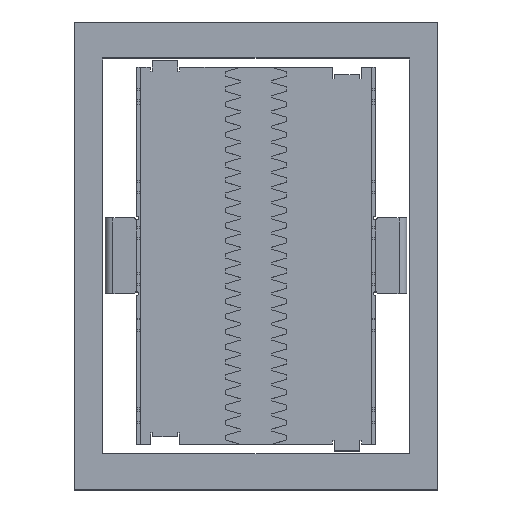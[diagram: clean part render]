
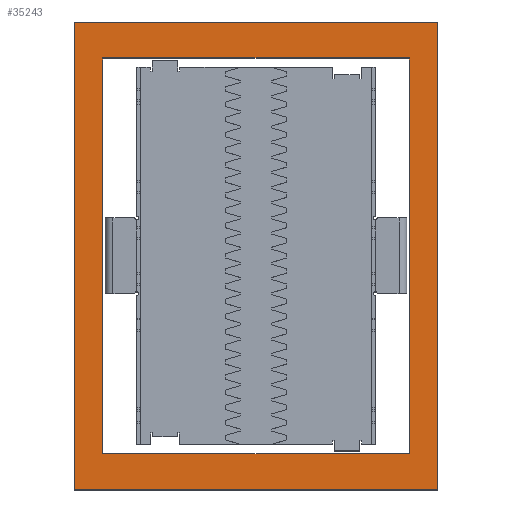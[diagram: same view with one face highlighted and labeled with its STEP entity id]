
A CAD part, top view. The second image highlights one B-rep face of the part: STEP entity #35243.
In plain terms, the highlighted planar face has unit normal (0, 0, 1).
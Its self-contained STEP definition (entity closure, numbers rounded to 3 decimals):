
#35243 = ADVANCED_FACE('',(#35244,#35363),#35258,.T.);
#35244 = FACE_BOUND('',#35245,.T.);
#35245 = EDGE_LOOP('',(#35246,#35281,#35309,#35337));
#35246 = ORIENTED_EDGE('',*,*,#35247,.T.);
#35247 = EDGE_CURVE('',#35248,#35250,#35252,.T.);
#35248 = VERTEX_POINT('',#35249);
#35249 = CARTESIAN_POINT('',(16.2,20.9,-4.2));
#35250 = VERTEX_POINT('',#35251);
#35251 = CARTESIAN_POINT('',(16.2,-20.9,-4.2));
#35252 = SURFACE_CURVE('',#35253,(#35257,#35269),.PCURVE_S1.);
#35253 = LINE('',#35254,#35255);
#35254 = CARTESIAN_POINT('',(16.2,20.9,-4.2));
#35255 = VECTOR('',#35256,1.);
#35256 = DIRECTION('',(0.,-1.,0.));
#35257 = PCURVE('',#35258,#35263);
#35258 = PLANE('',#35259);
#35259 = AXIS2_PLACEMENT_3D('',#35260,#35261,#35262);
#35260 = CARTESIAN_POINT('',(19.2,20.,-4.2));
#35261 = DIRECTION('',(0.,0.,1.));
#35262 = DIRECTION('',(0.,1.,0.));
#35263 = DEFINITIONAL_REPRESENTATION('',(#35264),#35268);
#35264 = LINE('',#35265,#35266);
#35265 = CARTESIAN_POINT('',(0.9,3.));
#35266 = VECTOR('',#35267,1.);
#35267 = DIRECTION('',(-1.,0.));
#35268 = ( GEOMETRIC_REPRESENTATION_CONTEXT(2) 
PARAMETRIC_REPRESENTATION_CONTEXT() REPRESENTATION_CONTEXT('2D SPACE',''
  ) );
#35269 = PCURVE('',#35270,#35275);
#35270 = PLANE('',#35271);
#35271 = AXIS2_PLACEMENT_3D('',#35272,#35273,#35274);
#35272 = CARTESIAN_POINT('',(16.2,20.,-6.6));
#35273 = DIRECTION('',(-1.,0.,0.));
#35274 = DIRECTION('',(0.,0.,1.));
#35275 = DEFINITIONAL_REPRESENTATION('',(#35276),#35280);
#35276 = LINE('',#35277,#35278);
#35277 = CARTESIAN_POINT('',(2.4,0.9));
#35278 = VECTOR('',#35279,1.);
#35279 = DIRECTION('',(0.,-1.));
#35280 = ( GEOMETRIC_REPRESENTATION_CONTEXT(2) 
PARAMETRIC_REPRESENTATION_CONTEXT() REPRESENTATION_CONTEXT('2D SPACE',''
  ) );
#35281 = ORIENTED_EDGE('',*,*,#35282,.F.);
#35282 = EDGE_CURVE('',#35283,#35250,#35285,.T.);
#35283 = VERTEX_POINT('',#35284);
#35284 = CARTESIAN_POINT('',(-16.2,-20.9,-4.2));
#35285 = SURFACE_CURVE('',#35286,(#35290,#35297),.PCURVE_S1.);
#35286 = LINE('',#35287,#35288);
#35287 = CARTESIAN_POINT('',(-16.2,-20.9,-4.2));
#35288 = VECTOR('',#35289,1.);
#35289 = DIRECTION('',(1.,0.,0.));
#35290 = PCURVE('',#35258,#35291);
#35291 = DEFINITIONAL_REPRESENTATION('',(#35292),#35296);
#35292 = LINE('',#35293,#35294);
#35293 = CARTESIAN_POINT('',(-40.9,35.4));
#35294 = VECTOR('',#35295,1.);
#35295 = DIRECTION('',(0.,-1.));
#35296 = ( GEOMETRIC_REPRESENTATION_CONTEXT(2) 
PARAMETRIC_REPRESENTATION_CONTEXT() REPRESENTATION_CONTEXT('2D SPACE',''
  ) );
#35297 = PCURVE('',#35298,#35303);
#35298 = PLANE('',#35299);
#35299 = AXIS2_PLACEMENT_3D('',#35300,#35301,#35302);
#35300 = CARTESIAN_POINT('',(-16.2,-20.9,-6.6));
#35301 = DIRECTION('',(0.,-1.,0.));
#35302 = DIRECTION('',(0.,0.,1.));
#35303 = DEFINITIONAL_REPRESENTATION('',(#35304),#35308);
#35304 = LINE('',#35305,#35306);
#35305 = CARTESIAN_POINT('',(2.4,0.));
#35306 = VECTOR('',#35307,1.);
#35307 = DIRECTION('',(0.,-1.));
#35308 = ( GEOMETRIC_REPRESENTATION_CONTEXT(2) 
PARAMETRIC_REPRESENTATION_CONTEXT() REPRESENTATION_CONTEXT('2D SPACE',''
  ) );
#35309 = ORIENTED_EDGE('',*,*,#35310,.T.);
#35310 = EDGE_CURVE('',#35283,#35311,#35313,.T.);
#35311 = VERTEX_POINT('',#35312);
#35312 = CARTESIAN_POINT('',(-16.2,20.9,-4.2));
#35313 = SURFACE_CURVE('',#35314,(#35318,#35325),.PCURVE_S1.);
#35314 = LINE('',#35315,#35316);
#35315 = CARTESIAN_POINT('',(-16.2,-20.9,-4.2));
#35316 = VECTOR('',#35317,1.);
#35317 = DIRECTION('',(0.,1.,0.));
#35318 = PCURVE('',#35258,#35319);
#35319 = DEFINITIONAL_REPRESENTATION('',(#35320),#35324);
#35320 = LINE('',#35321,#35322);
#35321 = CARTESIAN_POINT('',(-40.9,35.4));
#35322 = VECTOR('',#35323,1.);
#35323 = DIRECTION('',(1.,0.));
#35324 = ( GEOMETRIC_REPRESENTATION_CONTEXT(2) 
PARAMETRIC_REPRESENTATION_CONTEXT() REPRESENTATION_CONTEXT('2D SPACE',''
  ) );
#35325 = PCURVE('',#35326,#35331);
#35326 = PLANE('',#35327);
#35327 = AXIS2_PLACEMENT_3D('',#35328,#35329,#35330);
#35328 = CARTESIAN_POINT('',(-16.2,20.,-6.6));
#35329 = DIRECTION('',(-1.,0.,0.));
#35330 = DIRECTION('',(0.,0.,1.));
#35331 = DEFINITIONAL_REPRESENTATION('',(#35332),#35336);
#35332 = LINE('',#35333,#35334);
#35333 = CARTESIAN_POINT('',(2.4,-40.9));
#35334 = VECTOR('',#35335,1.);
#35335 = DIRECTION('',(0.,1.));
#35336 = ( GEOMETRIC_REPRESENTATION_CONTEXT(2) 
PARAMETRIC_REPRESENTATION_CONTEXT() REPRESENTATION_CONTEXT('2D SPACE',''
  ) );
#35337 = ORIENTED_EDGE('',*,*,#35338,.F.);
#35338 = EDGE_CURVE('',#35248,#35311,#35339,.T.);
#35339 = SURFACE_CURVE('',#35340,(#35344,#35351),.PCURVE_S1.);
#35340 = LINE('',#35341,#35342);
#35341 = CARTESIAN_POINT('',(16.2,20.9,-4.2));
#35342 = VECTOR('',#35343,1.);
#35343 = DIRECTION('',(-1.,0.,0.));
#35344 = PCURVE('',#35258,#35345);
#35345 = DEFINITIONAL_REPRESENTATION('',(#35346),#35350);
#35346 = LINE('',#35347,#35348);
#35347 = CARTESIAN_POINT('',(0.9,3.));
#35348 = VECTOR('',#35349,1.);
#35349 = DIRECTION('',(0.,1.));
#35350 = ( GEOMETRIC_REPRESENTATION_CONTEXT(2) 
PARAMETRIC_REPRESENTATION_CONTEXT() REPRESENTATION_CONTEXT('2D SPACE',''
  ) );
#35351 = PCURVE('',#35352,#35357);
#35352 = PLANE('',#35353);
#35353 = AXIS2_PLACEMENT_3D('',#35354,#35355,#35356);
#35354 = CARTESIAN_POINT('',(16.2,20.9,-6.6));
#35355 = DIRECTION('',(0.,1.,0.));
#35356 = DIRECTION('',(0.,0.,1.));
#35357 = DEFINITIONAL_REPRESENTATION('',(#35358),#35362);
#35358 = LINE('',#35359,#35360);
#35359 = CARTESIAN_POINT('',(2.4,0.));
#35360 = VECTOR('',#35361,1.);
#35361 = DIRECTION('',(0.,-1.));
#35362 = ( GEOMETRIC_REPRESENTATION_CONTEXT(2) 
PARAMETRIC_REPRESENTATION_CONTEXT() REPRESENTATION_CONTEXT('2D SPACE',''
  ) );
#35363 = FACE_BOUND('',#35364,.T.);
#35364 = EDGE_LOOP('',(#35365,#35395,#35423,#35451));
#35365 = ORIENTED_EDGE('',*,*,#35366,.T.);
#35366 = EDGE_CURVE('',#35367,#35369,#35371,.T.);
#35367 = VERTEX_POINT('',#35368);
#35368 = CARTESIAN_POINT('',(-19.2,24.7,-4.2));
#35369 = VERTEX_POINT('',#35370);
#35370 = CARTESIAN_POINT('',(-19.2,-24.7,-4.2));
#35371 = SURFACE_CURVE('',#35372,(#35376,#35383),.PCURVE_S1.);
#35372 = LINE('',#35373,#35374);
#35373 = CARTESIAN_POINT('',(-19.2,24.7,-4.2));
#35374 = VECTOR('',#35375,1.);
#35375 = DIRECTION('',(0.,-1.,0.));
#35376 = PCURVE('',#35258,#35377);
#35377 = DEFINITIONAL_REPRESENTATION('',(#35378),#35382);
#35378 = LINE('',#35379,#35380);
#35379 = CARTESIAN_POINT('',(4.7,38.4));
#35380 = VECTOR('',#35381,1.);
#35381 = DIRECTION('',(-1.,0.));
#35382 = ( GEOMETRIC_REPRESENTATION_CONTEXT(2) 
PARAMETRIC_REPRESENTATION_CONTEXT() REPRESENTATION_CONTEXT('2D SPACE',''
  ) );
#35383 = PCURVE('',#35384,#35389);
#35384 = PLANE('',#35385);
#35385 = AXIS2_PLACEMENT_3D('',#35386,#35387,#35388);
#35386 = CARTESIAN_POINT('',(-19.2,20.,-6.6));
#35387 = DIRECTION('',(-1.,0.,0.));
#35388 = DIRECTION('',(0.,0.,1.));
#35389 = DEFINITIONAL_REPRESENTATION('',(#35390),#35394);
#35390 = LINE('',#35391,#35392);
#35391 = CARTESIAN_POINT('',(2.4,4.7));
#35392 = VECTOR('',#35393,1.);
#35393 = DIRECTION('',(0.,-1.));
#35394 = ( GEOMETRIC_REPRESENTATION_CONTEXT(2) 
PARAMETRIC_REPRESENTATION_CONTEXT() REPRESENTATION_CONTEXT('2D SPACE',''
  ) );
#35395 = ORIENTED_EDGE('',*,*,#35396,.T.);
#35396 = EDGE_CURVE('',#35369,#35397,#35399,.T.);
#35397 = VERTEX_POINT('',#35398);
#35398 = CARTESIAN_POINT('',(19.2,-24.7,-4.2));
#35399 = SURFACE_CURVE('',#35400,(#35404,#35411),.PCURVE_S1.);
#35400 = LINE('',#35401,#35402);
#35401 = CARTESIAN_POINT('',(-19.2,-24.7,-4.2));
#35402 = VECTOR('',#35403,1.);
#35403 = DIRECTION('',(1.,0.,0.));
#35404 = PCURVE('',#35258,#35405);
#35405 = DEFINITIONAL_REPRESENTATION('',(#35406),#35410);
#35406 = LINE('',#35407,#35408);
#35407 = CARTESIAN_POINT('',(-44.7,38.4));
#35408 = VECTOR('',#35409,1.);
#35409 = DIRECTION('',(0.,-1.));
#35410 = ( GEOMETRIC_REPRESENTATION_CONTEXT(2) 
PARAMETRIC_REPRESENTATION_CONTEXT() REPRESENTATION_CONTEXT('2D SPACE',''
  ) );
#35411 = PCURVE('',#35412,#35417);
#35412 = PLANE('',#35413);
#35413 = AXIS2_PLACEMENT_3D('',#35414,#35415,#35416);
#35414 = CARTESIAN_POINT('',(-19.2,-24.7,-6.6));
#35415 = DIRECTION('',(0.,-1.,0.));
#35416 = DIRECTION('',(0.,0.,1.));
#35417 = DEFINITIONAL_REPRESENTATION('',(#35418),#35422);
#35418 = LINE('',#35419,#35420);
#35419 = CARTESIAN_POINT('',(2.4,0.));
#35420 = VECTOR('',#35421,1.);
#35421 = DIRECTION('',(0.,-1.));
#35422 = ( GEOMETRIC_REPRESENTATION_CONTEXT(2) 
PARAMETRIC_REPRESENTATION_CONTEXT() REPRESENTATION_CONTEXT('2D SPACE',''
  ) );
#35423 = ORIENTED_EDGE('',*,*,#35424,.T.);
#35424 = EDGE_CURVE('',#35397,#35425,#35427,.T.);
#35425 = VERTEX_POINT('',#35426);
#35426 = CARTESIAN_POINT('',(19.2,24.7,-4.2));
#35427 = SURFACE_CURVE('',#35428,(#35432,#35439),.PCURVE_S1.);
#35428 = LINE('',#35429,#35430);
#35429 = CARTESIAN_POINT('',(19.2,-24.7,-4.2));
#35430 = VECTOR('',#35431,1.);
#35431 = DIRECTION('',(0.,1.,0.));
#35432 = PCURVE('',#35258,#35433);
#35433 = DEFINITIONAL_REPRESENTATION('',(#35434),#35438);
#35434 = LINE('',#35435,#35436);
#35435 = CARTESIAN_POINT('',(-44.7,0.));
#35436 = VECTOR('',#35437,1.);
#35437 = DIRECTION('',(1.,0.));
#35438 = ( GEOMETRIC_REPRESENTATION_CONTEXT(2) 
PARAMETRIC_REPRESENTATION_CONTEXT() REPRESENTATION_CONTEXT('2D SPACE',''
  ) );
#35439 = PCURVE('',#35440,#35445);
#35440 = PLANE('',#35441);
#35441 = AXIS2_PLACEMENT_3D('',#35442,#35443,#35444);
#35442 = CARTESIAN_POINT('',(19.2,20.,-6.6));
#35443 = DIRECTION('',(-1.,0.,0.));
#35444 = DIRECTION('',(0.,0.,1.));
#35445 = DEFINITIONAL_REPRESENTATION('',(#35446),#35450);
#35446 = LINE('',#35447,#35448);
#35447 = CARTESIAN_POINT('',(2.4,-44.7));
#35448 = VECTOR('',#35449,1.);
#35449 = DIRECTION('',(0.,1.));
#35450 = ( GEOMETRIC_REPRESENTATION_CONTEXT(2) 
PARAMETRIC_REPRESENTATION_CONTEXT() REPRESENTATION_CONTEXT('2D SPACE',''
  ) );
#35451 = ORIENTED_EDGE('',*,*,#35452,.T.);
#35452 = EDGE_CURVE('',#35425,#35367,#35453,.T.);
#35453 = SURFACE_CURVE('',#35454,(#35458,#35465),.PCURVE_S1.);
#35454 = LINE('',#35455,#35456);
#35455 = CARTESIAN_POINT('',(19.2,24.7,-4.2));
#35456 = VECTOR('',#35457,1.);
#35457 = DIRECTION('',(-1.,0.,0.));
#35458 = PCURVE('',#35258,#35459);
#35459 = DEFINITIONAL_REPRESENTATION('',(#35460),#35464);
#35460 = LINE('',#35461,#35462);
#35461 = CARTESIAN_POINT('',(4.7,0.));
#35462 = VECTOR('',#35463,1.);
#35463 = DIRECTION('',(0.,1.));
#35464 = ( GEOMETRIC_REPRESENTATION_CONTEXT(2) 
PARAMETRIC_REPRESENTATION_CONTEXT() REPRESENTATION_CONTEXT('2D SPACE',''
  ) );
#35465 = PCURVE('',#35466,#35471);
#35466 = PLANE('',#35467);
#35467 = AXIS2_PLACEMENT_3D('',#35468,#35469,#35470);
#35468 = CARTESIAN_POINT('',(19.2,24.7,-6.6));
#35469 = DIRECTION('',(0.,1.,0.));
#35470 = DIRECTION('',(0.,0.,1.));
#35471 = DEFINITIONAL_REPRESENTATION('',(#35472),#35476);
#35472 = LINE('',#35473,#35474);
#35473 = CARTESIAN_POINT('',(2.4,0.));
#35474 = VECTOR('',#35475,1.);
#35475 = DIRECTION('',(0.,-1.));
#35476 = ( GEOMETRIC_REPRESENTATION_CONTEXT(2) 
PARAMETRIC_REPRESENTATION_CONTEXT() REPRESENTATION_CONTEXT('2D SPACE',''
  ) );
